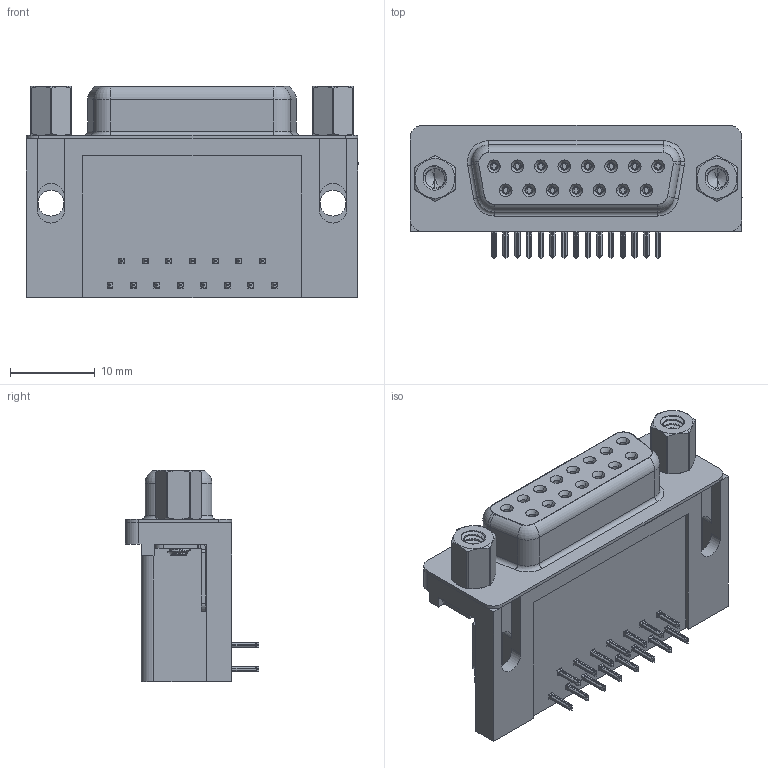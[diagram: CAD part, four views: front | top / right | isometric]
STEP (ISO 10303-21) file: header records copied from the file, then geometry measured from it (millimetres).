
FILE_DESCRIPTION (( 'STEP AP203' ), '1' );
FILE_NAME ('626-015-262-012.STEP', '2018-11-07T00:11:17', ( '' ), ( '' ), 'SwSTEP 2.0', 'SolidWorks 2016', '' );
FILE_SCHEMA (( 'CONFIG_CONTROL_DESIGN' ));
Length unit declared in the file: millimetre
Products named in the file (7): 626 Contact Top; 626 Thru Hole Board Mount; 626 Contact Bottom; 626 Shell_15 Socket; 626-015-262-012; 626 Housing_15 Socket; 626 4-40 Hex Standoff 5
Assembly tree (21 placements, depth 2):
  626-015-262-012
    626 Housing_15 Socket
    626 Shell_15 Socket
    626 Contact Bottom  x7
    626 Contact Top  x8
    626 Thru Hole Board Mount  x2
    626 4-40 Hex Standoff 5  x2
Bounding box: 39.22 x 15.73 x 24.96 mm (x, y, z)
Volume: 7374.1 mm3; surface area: 8178.7 mm2
Topology: 21 solids, 21 shells, 2463 faces, 6492 edges, 4082 vertices
Faces by surface type: plane 1078, cylinder 639, bspline 524, cone 200, torus 22
Entity records: 28103 total; most frequent: CARTESIAN_POINT 10246, ORIENTED_EDGE 3656, DIRECTION 3181, EDGE_CURVE 1828, VERTEX_POINT 1167, VECTOR 1101, LINE 1101, AXIS2_PLACEMENT_3D 1040
